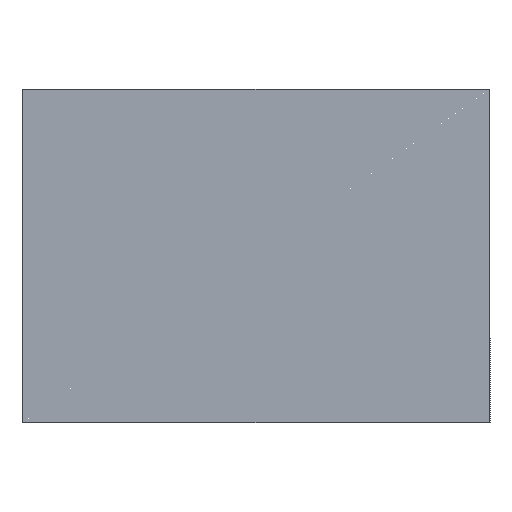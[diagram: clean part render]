
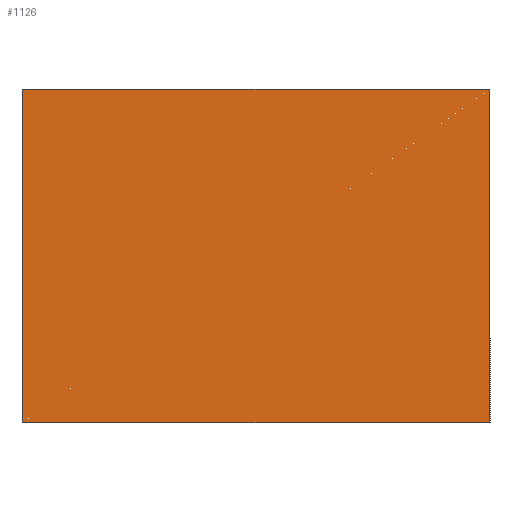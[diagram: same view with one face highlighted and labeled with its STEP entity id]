
A CAD part, front view. The second image highlights one B-rep face of the part: STEP entity #1126.
In plain terms, the highlighted planar face has unit normal (0, -1, 0).
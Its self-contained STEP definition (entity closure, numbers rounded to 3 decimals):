
#31=FACE_OUTER_BOUND('',#109,.T.);
#109=EDGE_LOOP('',(#742,#743,#744,#745));
#187=LINE('',#1621,#340);
#191=LINE('',#1629,#344);
#192=LINE('',#1631,#345);
#193=LINE('',#1632,#346);
#340=VECTOR('',#1306,1.);
#344=VECTOR('',#1312,1.);
#345=VECTOR('',#1313,1.);
#346=VECTOR('',#1314,1.);
#493=VERTEX_POINT('',#1619);
#494=VERTEX_POINT('',#1620);
#497=VERTEX_POINT('',#1628);
#498=VERTEX_POINT('',#1630);
#583=EDGE_CURVE('',#493,#494,#187,.T.);
#587=EDGE_CURVE('',#493,#497,#191,.T.);
#588=EDGE_CURVE('',#497,#498,#192,.T.);
#589=EDGE_CURVE('',#494,#498,#193,.T.);
#742=ORIENTED_EDGE('',*,*,#587,.T.);
#743=ORIENTED_EDGE('',*,*,#588,.T.);
#744=ORIENTED_EDGE('',*,*,#589,.F.);
#745=ORIENTED_EDGE('',*,*,#583,.F.);
#1049=PLANE('',#1223);
#1126=ADVANCED_FACE('',(#31),#1049,.F.);
#1223=AXIS2_PLACEMENT_3D('',#1627,#1310,#1311);
#1306=DIRECTION('',(0.,0.,1.));
#1310=DIRECTION('center_axis',(0.,1.,0.));
#1311=DIRECTION('ref_axis',(0.,0.,1.));
#1312=DIRECTION('',(1.,0.,0.));
#1313=DIRECTION('',(0.,0.,1.));
#1314=DIRECTION('',(1.,0.,0.));
#1619=CARTESIAN_POINT('',(-0.35,-0.55,0.));
#1620=CARTESIAN_POINT('',(-0.35,-0.55,0.5));
#1621=CARTESIAN_POINT('',(-0.35,-0.55,0.));
#1627=CARTESIAN_POINT('Origin',(-0.35,-0.55,0.));
#1628=CARTESIAN_POINT('',(0.35,-0.55,0.));
#1629=CARTESIAN_POINT('',(-0.35,-0.55,0.));
#1630=CARTESIAN_POINT('',(0.35,-0.55,0.5));
#1631=CARTESIAN_POINT('',(0.35,-0.55,0.));
#1632=CARTESIAN_POINT('',(-0.35,-0.55,0.5));
